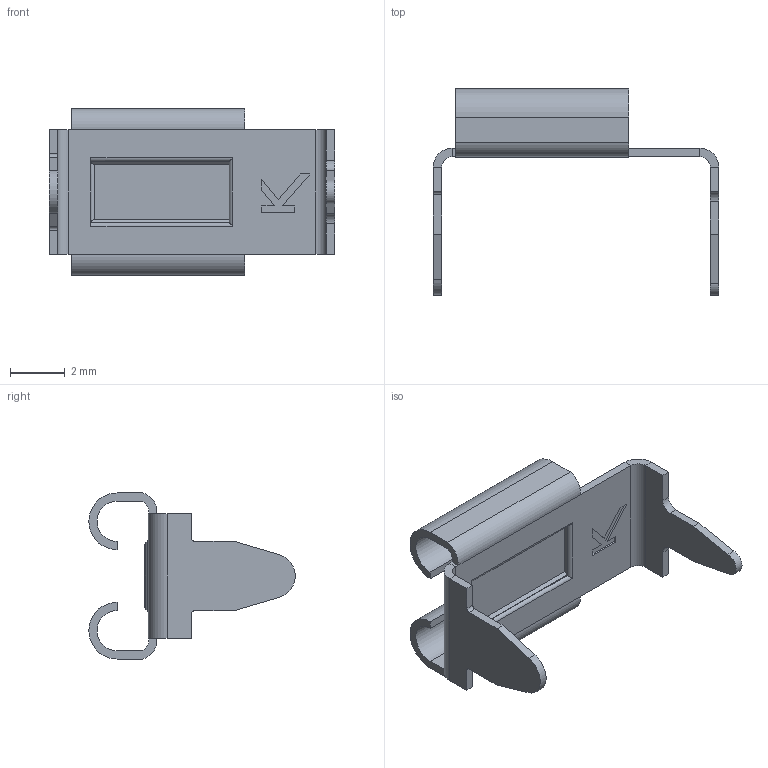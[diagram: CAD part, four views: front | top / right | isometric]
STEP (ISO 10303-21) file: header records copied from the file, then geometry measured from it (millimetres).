
FILE_DESCRIPTION (( 'STEP AP214' ), '1' );
FILE_NAME ('3550_rev.C.STEP', '2012-09-10T18:03:52', ( 'Richard Maletta' ), ( '' ), 'SwSTEP 2.0', 'SolidWorks 2009', '' );
FILE_SCHEMA (( 'AUTOMOTIVE_DESIGN' ));
Length unit declared in the file: inch
Products named in the file (1): 3550_rev.C
Bounding box: 10.46 x 7.57 x 6.1 mm (x, y, z)
Volume: 37.2 mm3; surface area: 278.4 mm2
Topology: 1 solids, 1 shells, 94 faces, 241 edges, 152 vertices
Faces by surface type: plane 64, cylinder 30
Entity records: 2837 total; most frequent: CARTESIAN_POINT 548, ORIENTED_EDGE 482, DIRECTION 451, EDGE_CURVE 241, VECTOR 181, LINE 181, VERTEX_POINT 152, AXIS2_PLACEMENT_3D 135
